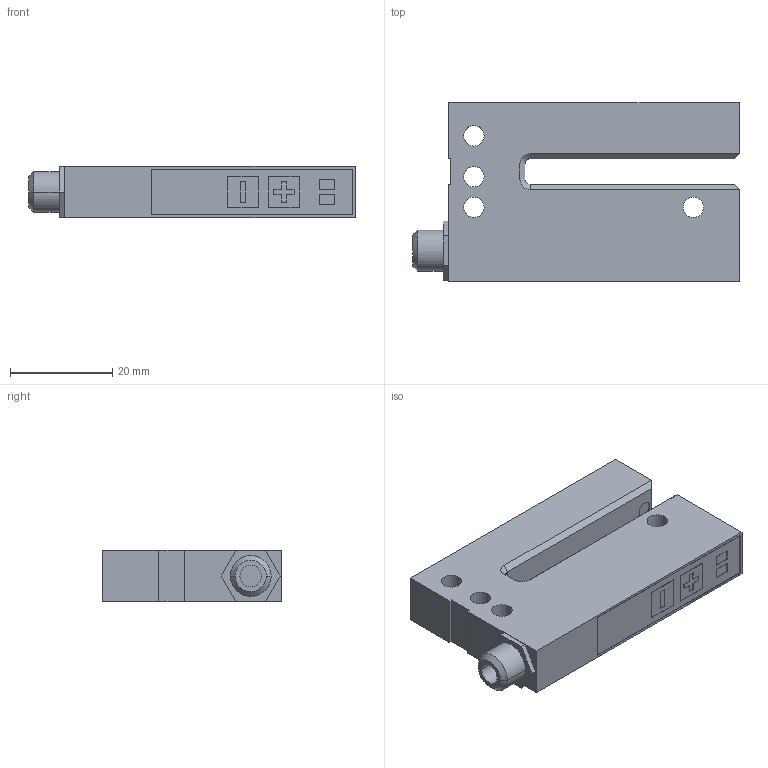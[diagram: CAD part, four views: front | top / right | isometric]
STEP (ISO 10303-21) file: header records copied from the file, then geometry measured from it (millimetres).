
FILE_DESCRIPTION(('STEP AP242'),'1');
FILE_NAME('fork_xuyfanep40005.stp','2021-06-09T21:06:12',('TraceParts'),('TraceParts S.A.'),'Spatial InterOp 3D',' ',' ');
FILE_SCHEMA(('AP242_MANAGED_MODEL_BASED_3D_ENGINEERING_MIM_LF {1 0 10303 442 1 1 4}'));
Length unit declared in the file: millimetre
Products named in the file (1): fork_xuyfanep40005
Bounding box: 64 x 35 x 10 mm (x, y, z)
Volume: 17494.1 mm3; surface area: 6801.6 mm2
Topology: 1 solids, 1 shells, 100 faces, 244 edges, 158 vertices
Faces by surface type: plane 76, cylinder 18, cone 6
Entity records: 3730 total; most frequent: CARTESIAN_POINT 503, DIRECTION 488, ORIENTED_EDGE 488, EDGE_CURVE 244, LINE 202, VECTOR 202, VERTEX_POINT 158, AXIS2_PLACEMENT_3D 143
